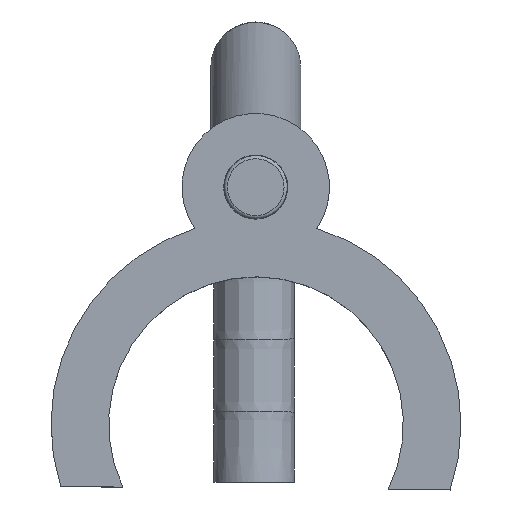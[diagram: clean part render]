
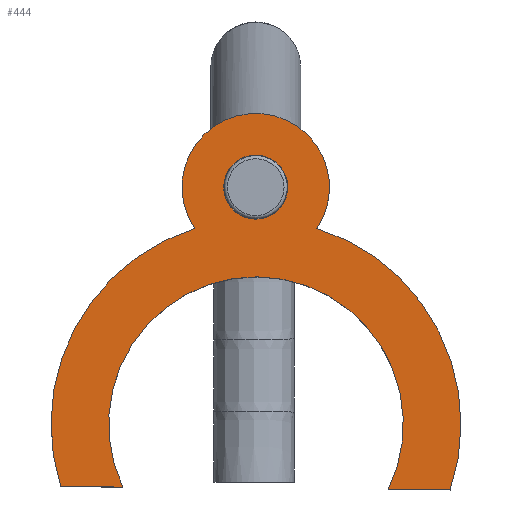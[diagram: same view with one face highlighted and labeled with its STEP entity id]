
A CAD part, top view. The second image highlights one B-rep face of the part: STEP entity #444.
In plain terms, the highlighted planar face has unit normal (0, 0, 1).
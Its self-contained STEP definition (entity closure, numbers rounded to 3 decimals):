
#71=FACE_BOUND('',#141,.T.);
#72=CIRCLE('',#502,5.);
#74=CIRCLE('',#505,11.5);
#80=CIRCLE('',#513,32.);
#81=CIRCLE('',#515,32.);
#82=CIRCLE('',#517,23.);
#83=CIRCLE('',#520,32.);
#112=FACE_OUTER_BOUND('',#140,.T.);
#140=EDGE_LOOP('',(#344,#345,#346,#347,#348,#349));
#141=EDGE_LOOP('',(#350,#351,#352));
#158=LINE('',#677,#176);
#171=LINE('',#724,#189);
#172=LINE('',#728,#190);
#176=VECTOR('',#556,10.);
#189=VECTOR('',#605,10.);
#190=VECTOR('',#612,10.);
#194=VERTEX_POINT('',#675);
#195=VERTEX_POINT('',#676);
#198=VERTEX_POINT('',#684);
#200=VERTEX_POINT('',#690);
#202=VERTEX_POINT('',#693);
#208=VERTEX_POINT('',#710);
#209=VERTEX_POINT('',#714);
#210=VERTEX_POINT('',#718);
#211=VERTEX_POINT('',#720);
#236=EDGE_CURVE('',#194,#195,#158,.T.);
#240=EDGE_CURVE('',#195,#198,#72,.T.);
#244=EDGE_CURVE('',#202,#200,#74,.T.);
#254=EDGE_CURVE('',#200,#208,#80,.T.);
#255=EDGE_CURVE('',#209,#202,#81,.T.);
#258=EDGE_CURVE('',#211,#210,#82,.T.);
#260=EDGE_CURVE('',#208,#211,#171,.T.);
#261=EDGE_CURVE('',#198,#194,#83,.T.);
#262=EDGE_CURVE('',#210,#209,#172,.T.);
#344=ORIENTED_EDGE('',*,*,#254,.T.);
#345=ORIENTED_EDGE('',*,*,#260,.T.);
#346=ORIENTED_EDGE('',*,*,#258,.T.);
#347=ORIENTED_EDGE('',*,*,#262,.T.);
#348=ORIENTED_EDGE('',*,*,#255,.T.);
#349=ORIENTED_EDGE('',*,*,#244,.T.);
#350=ORIENTED_EDGE('',*,*,#236,.T.);
#351=ORIENTED_EDGE('',*,*,#240,.T.);
#352=ORIENTED_EDGE('',*,*,#261,.T.);
#429=PLANE('',#522);
#444=ADVANCED_FACE('',(#112,#71),#429,.T.);
#502=AXIS2_PLACEMENT_3D('',#685,#562,#563);
#505=AXIS2_PLACEMENT_3D('',#694,#570,#571);
#513=AXIS2_PLACEMENT_3D('',#712,#590,#591);
#515=AXIS2_PLACEMENT_3D('',#715,#594,#595);
#517=AXIS2_PLACEMENT_3D('',#721,#600,#601);
#520=AXIS2_PLACEMENT_3D('',#726,#608,#609);
#522=AXIS2_PLACEMENT_3D('',#729,#613,#614);
#556=DIRECTION('',(0.009,1.,0.));
#562=DIRECTION('center_axis',(0.,0.,-1.));
#563=DIRECTION('ref_axis',(-1.,0.,0.));
#570=DIRECTION('center_axis',(0.,0.,1.));
#571=DIRECTION('ref_axis',(-1.,0.,0.));
#590=DIRECTION('center_axis',(0.,0.,1.));
#591=DIRECTION('ref_axis',(0.947,-0.321,0.));
#594=DIRECTION('center_axis',(0.,0.,1.));
#595=DIRECTION('ref_axis',(0.947,-0.321,0.));
#600=DIRECTION('center_axis',(0.,0.,-1.));
#601=DIRECTION('ref_axis',(0.897,-0.443,0.));
#605=DIRECTION('',(1.,-0.009,0.));
#608=DIRECTION('center_axis',(0.,0.,1.));
#609=DIRECTION('ref_axis',(0.947,-0.321,0.));
#612=DIRECTION('',(1.,-0.009,0.));
#613=DIRECTION('center_axis',(0.,0.,1.));
#614=DIRECTION('ref_axis',(1.,0.,0.));
#675=CARTESIAN_POINT('',(-0.114,32.,10.));
#676=CARTESIAN_POINT('',(-0.114,32.,10.));
#677=CARTESIAN_POINT('',(-0.198,22.999,10.));
#684=CARTESIAN_POINT('',(-0.037,32.,10.));
#685=CARTESIAN_POINT('Origin',(-0.043,37.,10.));
#690=CARTESIAN_POINT('',(-9.557,30.54,10.));
#693=CARTESIAN_POINT('',(9.486,30.562,10.));
#694=CARTESIAN_POINT('Origin',(-0.043,37.,10.));
#710=CARTESIAN_POINT('',(-30.482,-9.738,10.));
#712=CARTESIAN_POINT('Origin',(0.,0.,10.));
#714=CARTESIAN_POINT('',(30.31,-10.261,10.));
#715=CARTESIAN_POINT('Origin',(0.,0.,10.));
#718=CARTESIAN_POINT('',(20.626,-10.178,10.));
#720=CARTESIAN_POINT('',(-20.798,-9.822,10.));
#721=CARTESIAN_POINT('Origin',(0.,0.,10.));
#724=CARTESIAN_POINT('',(-33.14,-9.715,10.));
#726=CARTESIAN_POINT('Origin',(0.,0.,10.));
#728=CARTESIAN_POINT('',(20.626,-10.178,10.));
#729=CARTESIAN_POINT('Origin',(0.,10.87,10.));
